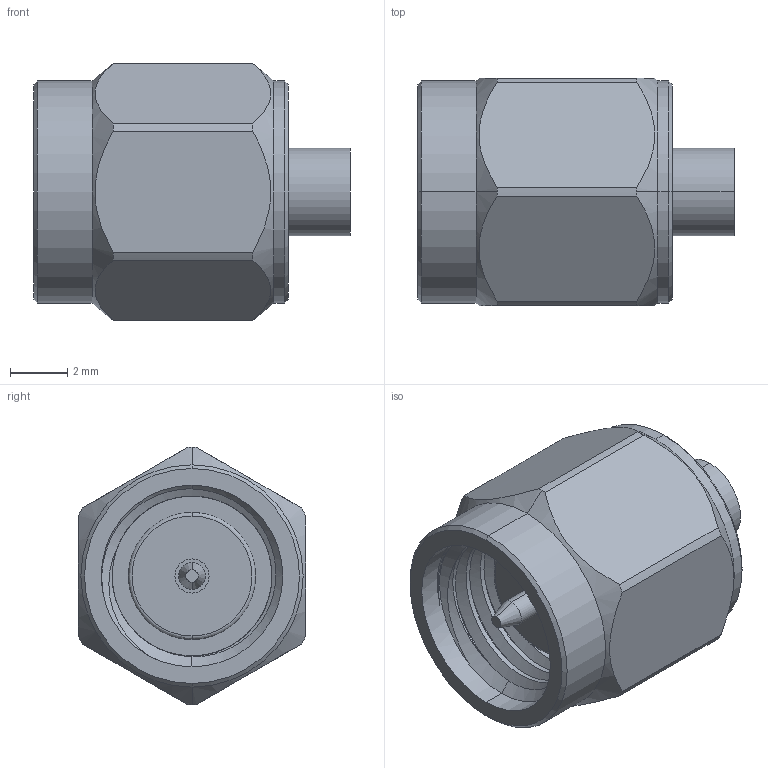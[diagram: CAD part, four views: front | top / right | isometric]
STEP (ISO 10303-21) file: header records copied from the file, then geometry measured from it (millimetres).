
FILE_DESCRIPTION (( 'STEP AP203' ), '1' );
FILE_NAME ('SC3026.step', '2019-06-12T21:24:23', ( '' ), ( '' ), 'SwSTEP 2.0', 'SolidWorks 2018', '' );
FILE_SCHEMA (( 'CONFIG_CONTROL_DESIGN' ));
Length unit declared in the file: inch
Products named in the file (1): SC3026
Bounding box: 11.05 x 7.94 x 8.99 mm (x, y, z)
Volume: 365.9 mm3; surface area: 555.2 mm2
Topology: 1 solids, 1 shells, 75 faces, 177 edges, 112 vertices
Faces by surface type: cylinder 39, plane 16, cone 15, bspline 5
Entity records: 4245 total; most frequent: CARTESIAN_POINT 2514, ORIENTED_EDGE 354, DIRECTION 337, EDGE_CURVE 177, AXIS2_PLACEMENT_3D 139, VERTEX_POINT 112, EDGE_LOOP 83, ADVANCED_FACE 75
